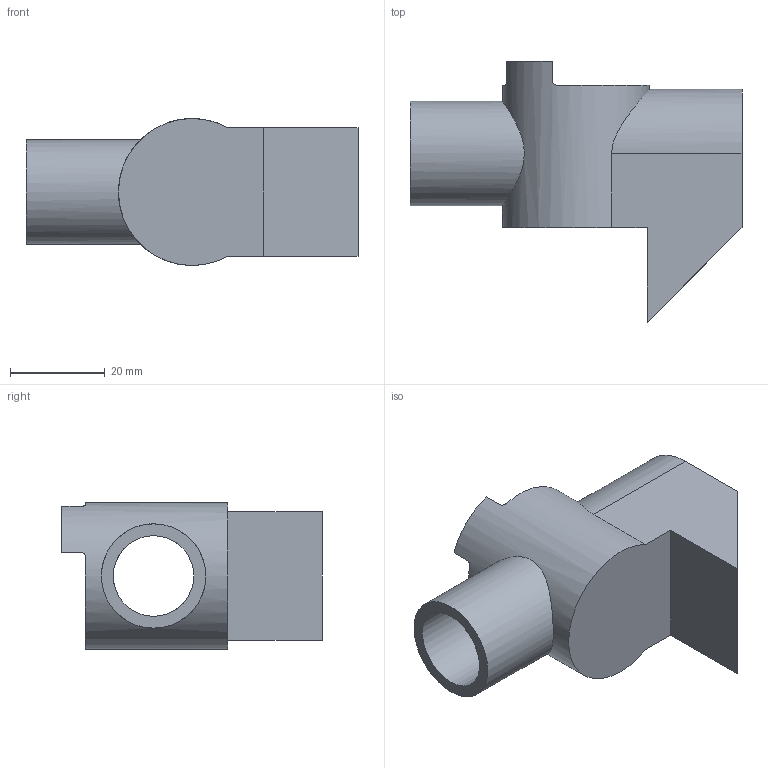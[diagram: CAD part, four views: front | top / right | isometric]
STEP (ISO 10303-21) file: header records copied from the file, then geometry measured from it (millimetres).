
FILE_DESCRIPTION(/* description */ (''),/* implementation_level */ '2;1');
FILE_NAME(/* name */ 'Cylinder Valve Body v13.step',/* time_stamp */ '2020-03-30T18:20:14-04:00',/* author */ (''),/* organization */ (''),/* preprocessor_version */ 'ST-DEVELOPER v18',/* originating_system */ 'Autodesk Translation Framework v8.12.0.6',/* authorisation */ '');
FILE_SCHEMA (('AUTOMOTIVE_DESIGN { 1 0 10303 214 3 1 1 }'));
Length unit declared in the file: millimetre
Products named in the file (1): Cylinder Valve Body
Bounding box: 70 x 55 x 31 mm (x, y, z)
Volume: 22589.3 mm3; surface area: 13467.1 mm2
Topology: 1 solids, 1 shells, 28 faces, 83 edges, 56 vertices
Faces by surface type: cylinder 12, plane 12, torus 3, cone 1
Full cylindrical faces by diameter (mm): 17 x1, 22 x1, 22.1 x1, 26 x2, 31 x1
Entity records: 1182 total; most frequent: CARTESIAN_POINT 388, ORIENTED_EDGE 166, DIRECTION 156, EDGE_CURVE 83, AXIS2_PLACEMENT_3D 60, VERTEX_POINT 56, LINE 36, VECTOR 36
